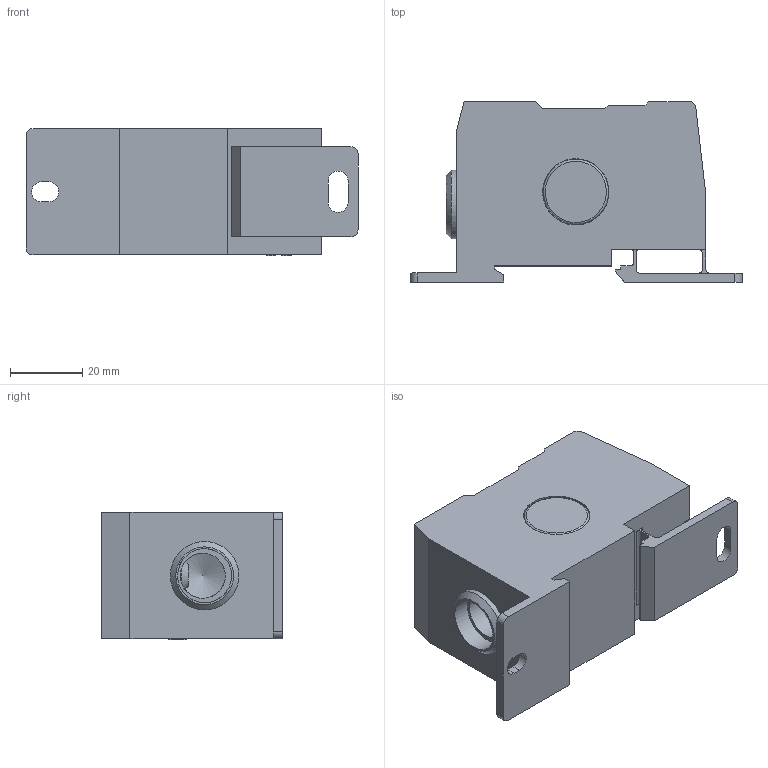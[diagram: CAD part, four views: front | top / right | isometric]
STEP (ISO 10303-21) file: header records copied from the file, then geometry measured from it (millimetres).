
FILE_DESCRIPTION(/* description */ (''),/* implementation_level */ '2;1');
FILE_NAME(/* name */ 'STP-820-008-00.stp',/* time_stamp */ '2017-10-18T12:44:18+02:00',/* author */ ('A.Robertus'),/* organization */ ('FTG Goehringer GmbH'),/* preprocessor_version */ 'ST-DEVELOPER v16.1',/* originating_system */ 'Autodesk Inventor 2016',/* authorisation */ '');
FILE_SCHEMA (('AUTOMOTIVE_DESIGN { 1 0 10303 214 3 1 1 }'));
Length unit declared in the file: millimetre
Products named in the file (1): 820-008-00
Bounding box: 92.1 x 50 x 35.25 mm (x, y, z)
Volume: 90736.6 mm3; surface area: 26198.9 mm2
Topology: 3 solids, 11 shells, 536 faces, 1416 edges, 920 vertices
Faces by surface type: plane 324, cone 117, cylinder 81, torus 14
Full cylindrical faces by diameter (mm): 4.917 x2, 6.5 x2, 6.7 x6, 7 x7, 12.5 x1, 15 x1, 18.4 x2, 19 x1
Entity records: 17619 total; most frequent: CARTESIAN_POINT 4593, ORIENTED_EDGE 2658, DIRECTION 2529, EDGE_CURVE 1325, AXIS2_PLACEMENT_3D 956, VERTEX_POINT 880, EDGE_LOOP 617, LINE 617
